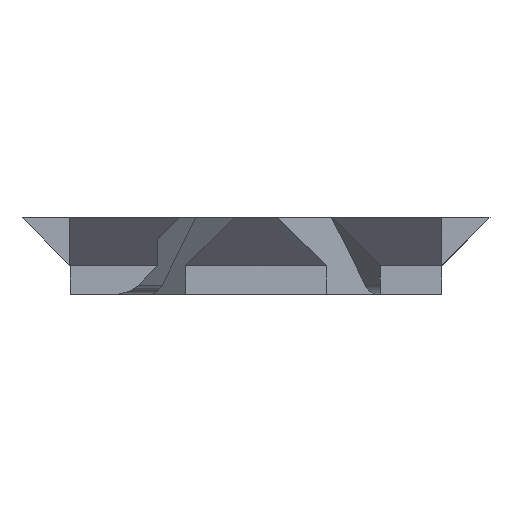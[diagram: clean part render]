
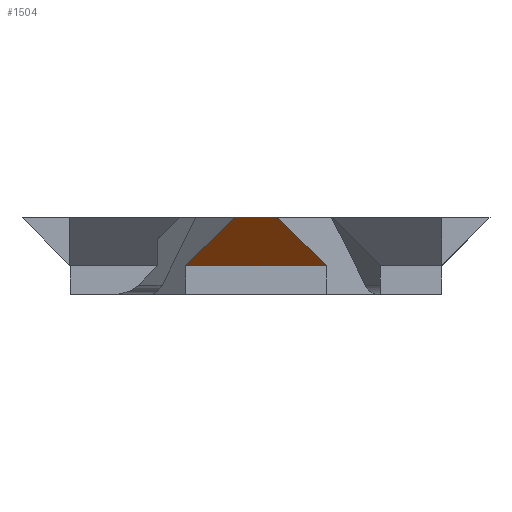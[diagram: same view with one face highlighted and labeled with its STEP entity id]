
A CAD part, left-side view. The second image highlights one B-rep face of the part: STEP entity #1504.
In plain terms, the highlighted planar face has unit normal (-0.707, 0, -0.707).
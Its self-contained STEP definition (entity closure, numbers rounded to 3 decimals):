
#85=PLANE('',#1620);
#157=FACE_OUTER_BOUND('',#239,.T.);
#239=EDGE_LOOP('',(#1254,#1255,#1256,#1257));
#382=LINE('',#2313,#568);
#419=LINE('',#2384,#605);
#429=LINE('',#2406,#615);
#430=LINE('',#2407,#616);
#568=VECTOR('',#1849,10.);
#605=VECTOR('',#1906,10.);
#615=VECTOR('',#1924,10.);
#616=VECTOR('',#1925,10.);
#747=VERTEX_POINT('',#2310);
#748=VERTEX_POINT('',#2312);
#772=VERTEX_POINT('',#2382);
#780=VERTEX_POINT('',#2405);
#910=EDGE_CURVE('',#748,#747,#382,.T.);
#947=EDGE_CURVE('',#747,#772,#419,.T.);
#960=EDGE_CURVE('',#772,#780,#429,.T.);
#961=EDGE_CURVE('',#748,#780,#430,.T.);
#1254=ORIENTED_EDGE('',*,*,#910,.T.);
#1255=ORIENTED_EDGE('',*,*,#947,.T.);
#1256=ORIENTED_EDGE('',*,*,#960,.T.);
#1257=ORIENTED_EDGE('',*,*,#961,.F.);
#1504=ADVANCED_FACE('',(#157),#85,.T.);
#1620=AXIS2_PLACEMENT_3D('',#2404,#1922,#1923);
#1849=DIRECTION('',(-0.577,0.577,0.577));
#1906=DIRECTION('',(0.,1.,0.));
#1922=DIRECTION('center_axis',(-0.707,0.,-0.707));
#1923=DIRECTION('ref_axis',(-0.707,0.,0.707));
#1924=DIRECTION('',(0.577,0.577,-0.577));
#1925=DIRECTION('',(0.,1.,0.));
#2310=CARTESIAN_POINT('',(-21.333,-2.001,0.));
#2312=CARTESIAN_POINT('',(-16.95,-6.385,-4.383));
#2313=CARTESIAN_POINT('',(-15.175,-8.159,-6.158));
#2382=CARTESIAN_POINT('',(-21.333,2.001,0.));
#2384=CARTESIAN_POINT('',(-21.333,-16.95,0.));
#2404=CARTESIAN_POINT('Origin',(-16.95,-16.95,-4.383));
#2405=CARTESIAN_POINT('',(-16.95,6.385,-4.383));
#2406=CARTESIAN_POINT('',(-21.919,1.416,0.586));
#2407=CARTESIAN_POINT('',(-16.95,-16.95,-4.383));
